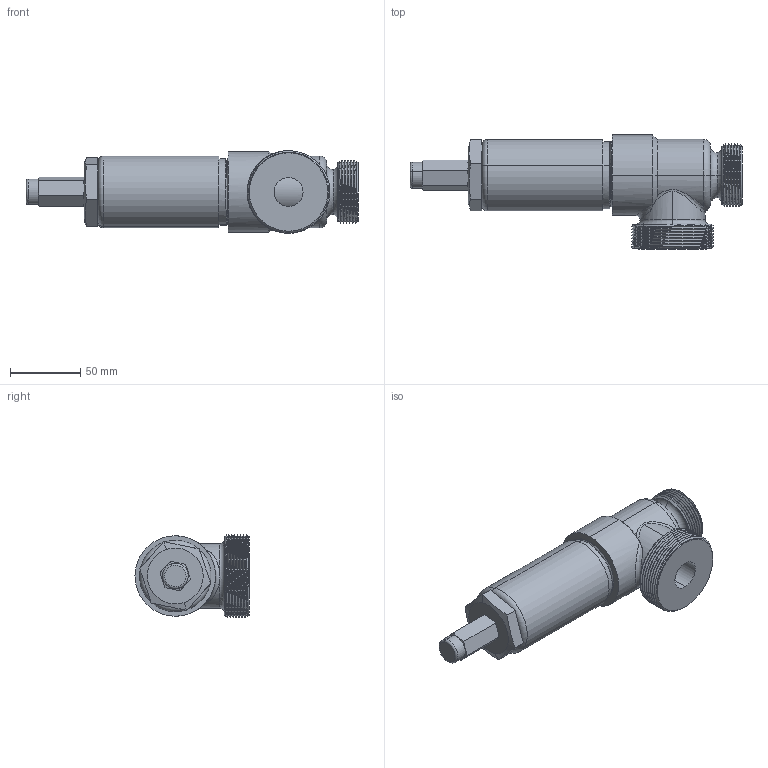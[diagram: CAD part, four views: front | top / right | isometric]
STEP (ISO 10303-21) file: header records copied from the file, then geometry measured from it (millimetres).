
FILE_DESCRIPTION (( 'STEP AP214' ), '1' );
FILE_NAME ('158.STEP', '2018-01-30T18:35:37', ( '' ), ( '' ), 'SwSTEP 2.0', 'SolidWorks 2018', '' );
FILE_SCHEMA (( 'AUTOMOTIVE_DESIGN' ));
Length unit declared in the file: inch
Products named in the file (1): 158
Bounding box: 235.59 x 80.9 x 58.75 mm (x, y, z)
Volume: 433100.5 mm3; surface area: 61450.9 mm2
Topology: 1 solids, 1 shells, 132 faces, 339 edges, 217 vertices
Faces by surface type: cylinder 52, plane 29, cone 19, bspline 19, torus 13
Entity records: 14655 total; most frequent: CARTESIAN_POINT 10843, ORIENTED_EDGE 678, DIRECTION 499, EDGE_CURVE 339, VERTEX_POINT 217, AXIS2_PLACEMENT_3D 206, EDGE_LOOP 140, FACE_OUTER_BOUND 132
